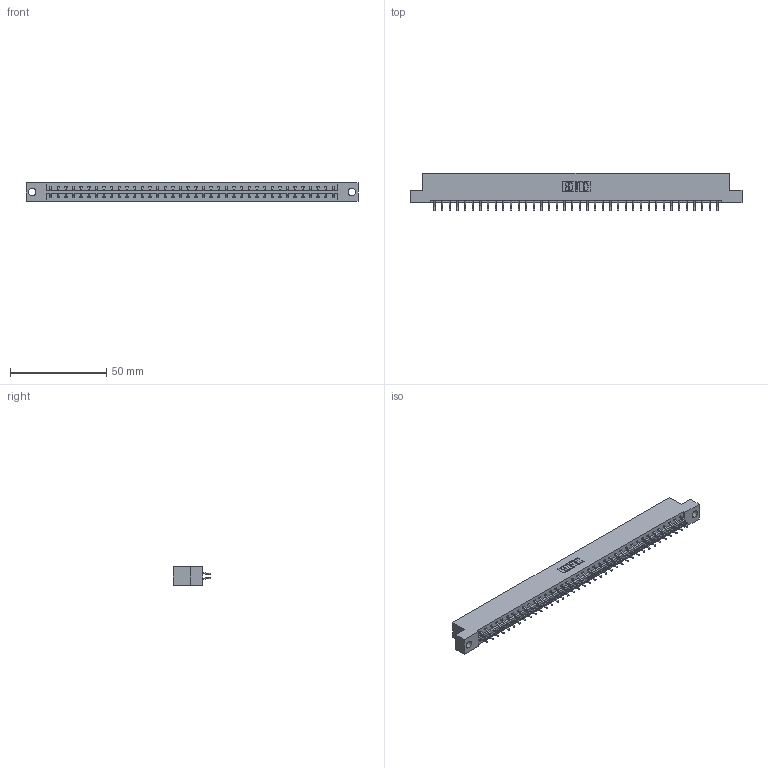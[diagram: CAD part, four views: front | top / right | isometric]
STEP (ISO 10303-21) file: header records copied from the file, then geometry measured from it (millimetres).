
FILE_DESCRIPTION (( 'STEP AP203' ), '1' );
FILE_NAME ('333-076-556-204.STEP', '2018-08-04T23:25:03', ( '' ), ( '' ), 'SwSTEP 2.0', 'SolidWorks 2016', '' );
FILE_SCHEMA (( 'CONFIG_CONTROL_DESIGN' ));
Length unit declared in the file: inch
Products named in the file (3): 333 Part_Flush - .156 Dia - TH; 345-292-001_556 Tail; 333-076-556-204
Assembly tree (77 placements, depth 2):
  333-076-556-204
    333 Part_Flush - .156 Dia - TH
    345-292-001_556 Tail  x76
Bounding box: 172.11 x 19.57 x 9.4 mm (x, y, z)
Volume: 17443.2 mm3; surface area: 20303.7 mm2
Topology: 77 solids, 77 shells, 4522 faces, 13459 edges, 8870 vertices
Faces by surface type: plane 3110, cylinder 1412
Entity records: 25187 total; most frequent: CARTESIAN_POINT 4194, ORIENTED_EDGE 4118, DIRECTION 3579, EDGE_CURVE 2059, LINE 1923, VECTOR 1923, VERTEX_POINT 1370, AXIS2_PLACEMENT_3D 828
